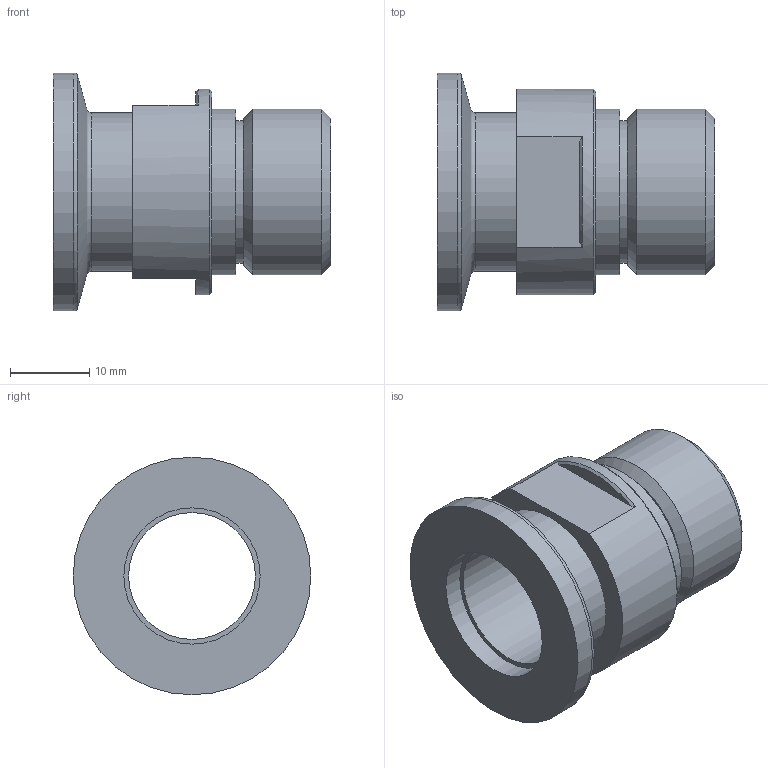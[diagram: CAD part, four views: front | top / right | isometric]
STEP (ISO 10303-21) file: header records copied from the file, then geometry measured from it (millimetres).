
FILE_DESCRIPTION (( 'STEP AP214' ), '1' );
FILE_NAME ('1KF16GM1-2FULLVAC.STEP', '2024-06-04T09:41:42', ( '' ), ( '' ), 'SwSTEP 2.0', 'SolidWorks 2017', '' );
FILE_SCHEMA (( 'AUTOMOTIVE_DESIGN' ));
Length unit declared in the file: millimetre
Products named in the file (1): 1KF16GM1-2FULLVAC
Bounding box: 35 x 30 x 30 mm (x, y, z)
Volume: 7431.7 mm3; surface area: 5691.3 mm2
Topology: 1 solids, 1 shells, 27 faces, 55 edges, 35 vertices
Faces by surface type: plane 11, cylinder 8, cone 6, torus 2
Full cylindrical faces by diameter (mm): 16 x1, 17.2 x1, 18 x1, 20 x1, 20.956 x2, 26 x1, 30 x1
Entity records: 644 total; most frequent: DIRECTION 116, CARTESIAN_POINT 101, ORIENTED_EDGE 72, AXIS2_PLACEMENT_3D 54, EDGE_LOOP 49, FACE_OUTER_BOUND 37, EDGE_CURVE 36, VERTEX_POINT 31
